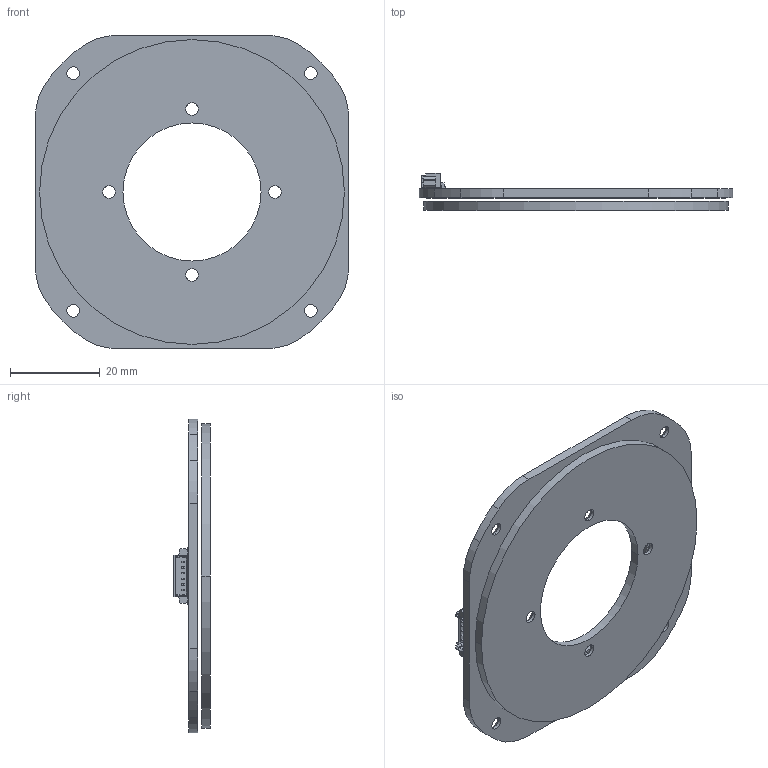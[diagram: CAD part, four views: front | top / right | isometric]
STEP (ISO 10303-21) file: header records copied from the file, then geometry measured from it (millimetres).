
FILE_DESCRIPTION((''),'2;1');
FILE_NAME('IRS80_ASM','2024-02-05T',('ol'),(''),'PRO/ENGINEER BY PARAMETRIC TECHNOLOGY CORPORATION, 2015280','PRO/ENGINEER BY PARAMETRIC TECHNOLOGY CORPORATION, 2015280','');
FILE_SCHEMA(('CONFIG_CONTROL_DESIGN'));
Length unit declared in the file: millimetre
Products named in the file (5): IRS_ROTOR_70; IRS_STATOR_70; 10114830-XXX06LFC; X6_ASM; IRS80_ASM
Assembly tree (4 placements, depth 3):
  IRS80_ASM
    IRS_ROTOR_70
    IRS_STATOR_70
    X6_ASM
      10114830-XXX06LFC
Bounding box: 70 x 8.25 x 70 mm (x, y, z)
Volume: 11943.1 mm3; surface area: 13713 mm2
Topology: 3 solids, 3 shells, 312 faces, 796 edges, 510 vertices
Faces by surface type: plane 228, cylinder 68, cone 16
Entity records: 9455 total; most frequent: CARTESIAN_POINT 1628, ORIENTED_EDGE 1592, DIRECTION 1576, EDGE_CURVE 796, VECTOR 660, LINE 660, VERTEX_POINT 510, AXIS2_PLACEMENT_3D 458
